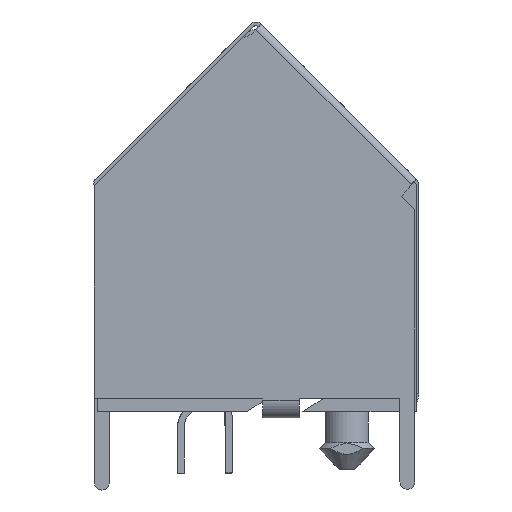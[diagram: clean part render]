
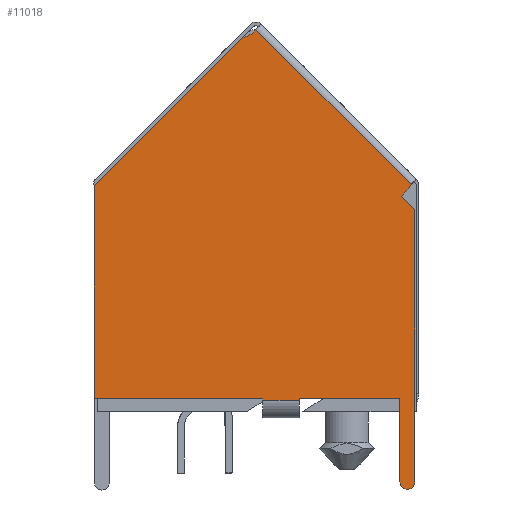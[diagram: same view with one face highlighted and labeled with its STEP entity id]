
A CAD part, front view. The second image highlights one B-rep face of the part: STEP entity #11018.
In plain terms, the highlighted face is planar.
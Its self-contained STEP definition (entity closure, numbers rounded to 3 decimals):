
#1327=LINE('',#17427,#2718);
#1395=LINE('',#17604,#2786);
#1403=LINE('',#17624,#2794);
#1456=LINE('',#17746,#2847);
#1457=LINE('',#17751,#2848);
#1458=LINE('',#17753,#2849);
#1459=LINE('',#17754,#2850);
#1460=LINE('',#17756,#2851);
#1461=LINE('',#17758,#2852);
#1462=LINE('',#17760,#2853);
#1463=LINE('',#17762,#2854);
#1464=LINE('',#17766,#2855);
#1465=LINE('',#17768,#2856);
#1466=LINE('',#17770,#2857);
#2718=VECTOR('',#14186,1000.);
#2786=VECTOR('',#14326,1000.);
#2794=VECTOR('',#14344,1000.);
#2847=VECTOR('',#14453,1000.);
#2848=VECTOR('',#14460,1000.);
#2849=VECTOR('',#14461,1000.);
#2850=VECTOR('',#14462,1000.);
#2851=VECTOR('',#14463,1000.);
#2852=VECTOR('',#14464,1000.);
#2853=VECTOR('',#14465,1000.);
#2854=VECTOR('',#14466,1000.);
#2855=VECTOR('',#14469,1000.);
#2856=VECTOR('',#14470,1000.);
#2857=VECTOR('',#14471,1000.);
#5671=ORIENTED_EDGE('',*,*,#7461,.T.);
#5672=ORIENTED_EDGE('',*,*,#7529,.T.);
#5673=ORIENTED_EDGE('',*,*,#7451,.T.);
#5674=ORIENTED_EDGE('',*,*,#7528,.T.);
#5675=ORIENTED_EDGE('',*,*,#7530,.T.);
#5676=ORIENTED_EDGE('',*,*,#7531,.F.);
#5677=ORIENTED_EDGE('',*,*,#7532,.F.);
#5678=ORIENTED_EDGE('',*,*,#7363,.F.);
#5679=ORIENTED_EDGE('',*,*,#7533,.T.);
#5680=ORIENTED_EDGE('',*,*,#7534,.T.);
#5681=ORIENTED_EDGE('',*,*,#7535,.F.);
#5682=ORIENTED_EDGE('',*,*,#7536,.F.);
#5683=ORIENTED_EDGE('',*,*,#7537,.F.);
#5684=ORIENTED_EDGE('',*,*,#7538,.F.);
#5685=ORIENTED_EDGE('',*,*,#7539,.F.);
#5686=ORIENTED_EDGE('',*,*,#7540,.F.);
#5687=ORIENTED_EDGE('',*,*,#7541,.F.);
#7363=EDGE_CURVE('',#8518,#8519,#1327,.T.);
#7451=EDGE_CURVE('',#8589,#8592,#1395,.T.);
#7461=EDGE_CURVE('',#8599,#8598,#1403,.T.);
#7528=EDGE_CURVE('',#8592,#8639,#1456,.T.);
#7529=EDGE_CURVE('',#8598,#8589,#8848,.T.);
#7530=EDGE_CURVE('',#8639,#8640,#8849,.F.);
#7531=EDGE_CURVE('',#8641,#8640,#1457,.T.);
#7532=EDGE_CURVE('',#8519,#8641,#1458,.T.);
#7533=EDGE_CURVE('',#8518,#8642,#1459,.T.);
#7534=EDGE_CURVE('',#8642,#8643,#1460,.T.);
#7535=EDGE_CURVE('',#8644,#8643,#1461,.T.);
#7536=EDGE_CURVE('',#8645,#8644,#1462,.T.);
#7537=EDGE_CURVE('',#8646,#8645,#1463,.T.);
#7538=EDGE_CURVE('',#8647,#8646,#8850,.T.);
#7539=EDGE_CURVE('',#8648,#8647,#1464,.T.);
#7540=EDGE_CURVE('',#8649,#8648,#1465,.T.);
#7541=EDGE_CURVE('',#8599,#8649,#1466,.T.);
#8518=VERTEX_POINT('',#17426);
#8519=VERTEX_POINT('',#17428);
#8589=VERTEX_POINT('',#17594);
#8592=VERTEX_POINT('',#17605);
#8598=VERTEX_POINT('',#17623);
#8599=VERTEX_POINT('',#17625);
#8639=VERTEX_POINT('',#17745);
#8640=VERTEX_POINT('',#17750);
#8641=VERTEX_POINT('',#17752);
#8642=VERTEX_POINT('',#17755);
#8643=VERTEX_POINT('',#17757);
#8644=VERTEX_POINT('',#17759);
#8645=VERTEX_POINT('',#17761);
#8646=VERTEX_POINT('',#17763);
#8647=VERTEX_POINT('',#17765);
#8648=VERTEX_POINT('',#17767);
#8649=VERTEX_POINT('',#17769);
#8848=CIRCLE('',#11846,1.);
#8849=CIRCLE('',#11847,1.);
#8850=CIRCLE('',#11848,0.4);
#9385=EDGE_LOOP('',(#5671,#5672,#5673,#5674,#5675,#5676,#5677,#5678,#5679,
#5680,#5681,#5682,#5683,#5684,#5685,#5686,#5687));
#9974=FACE_BOUND('',#9385,.T.);
#10483=PLANE('',#11845);
#11018=ADVANCED_FACE('',(#9974),#10483,.T.);
#11845=AXIS2_PLACEMENT_3D('',#17747,#14454,#14455);
#11846=AXIS2_PLACEMENT_3D('',#17748,#14456,#14457);
#11847=AXIS2_PLACEMENT_3D('',#17749,#14458,#14459);
#11848=AXIS2_PLACEMENT_3D('',#17764,#14467,#14468);
#14186=DIRECTION('',(1.,0.,0.));
#14326=DIRECTION('',(0.707,0.,0.707));
#14344=DIRECTION('',(-0.707,0.,0.707));
#14453=DIRECTION('',(0.707,0.,-0.707));
#14454=DIRECTION('',(0.,1.,0.));
#14455=DIRECTION('',(0.,0.,1.));
#14456=DIRECTION('',(0.,1.,0.));
#14457=DIRECTION('',(0.,0.,1.));
#14458=DIRECTION('',(0.,1.,0.));
#14459=DIRECTION('',(0.,0.,1.));
#14460=DIRECTION('',(-0.707,0.,0.707));
#14461=DIRECTION('',(0.,0.,1.));
#14462=DIRECTION('',(0.,0.,-1.));
#14463=DIRECTION('',(-1.,0.,0.));
#14464=DIRECTION('',(0.,0.,-1.));
#14465=DIRECTION('',(1.,0.,0.));
#14466=DIRECTION('',(0.,0.,1.));
#14467=DIRECTION('',(0.,-1.,0.));
#14468=DIRECTION('',(0.707,0.,0.707));
#14469=DIRECTION('',(0.,0.,-1.));
#14470=DIRECTION('',(0.,0.,-1.));
#14471=DIRECTION('',(-0.707,0.,-0.707));
#17426=CARTESIAN_POINT('',(-0.44,15.05,0.));
#17427=CARTESIAN_POINT('',(8.6,15.05,0.));
#17428=CARTESIAN_POINT('',(8.6,15.05,0.));
#17594=CARTESIAN_POINT('',(-8.394,15.05,11.473));
#17604=CARTESIAN_POINT('',(-8.452,15.05,11.415));
#17605=CARTESIAN_POINT('',(-0.07,15.05,19.797));
#17623=CARTESIAN_POINT('',(-8.17,15.05,11.133));
#17624=CARTESIAN_POINT('',(-8.6,15.05,11.563));
#17625=CARTESIAN_POINT('',(-7.887,15.05,10.849));
#17745=CARTESIAN_POINT('',(0.071,15.05,19.656));
#17746=CARTESIAN_POINT('',(-0.218,15.05,19.945));
#17747=CARTESIAN_POINT('',(0.,15.05,0.));
#17748=CARTESIAN_POINT('',(-7.463,15.05,11.84));
#17749=CARTESIAN_POINT('',(0.779,15.05,20.363));
#17750=CARTESIAN_POINT('',(0.637,15.05,19.373));
#17751=CARTESIAN_POINT('',(8.6,15.05,11.41));
#17752=CARTESIAN_POINT('',(8.6,15.05,11.41));
#17753=CARTESIAN_POINT('',(8.6,15.05,0.));
#17754=CARTESIAN_POINT('',(-0.44,15.05,0.));
#17755=CARTESIAN_POINT('',(-0.44,15.05,-0.1));
#17756=CARTESIAN_POINT('',(-0.44,15.05,-0.1));
#17757=CARTESIAN_POINT('',(-2.39,15.05,-0.1));
#17758=CARTESIAN_POINT('',(-2.39,15.05,0.));
#17759=CARTESIAN_POINT('',(-2.39,15.05,0.));
#17760=CARTESIAN_POINT('',(8.6,15.05,0.));
#17761=CARTESIAN_POINT('',(-7.8,15.05,0.));
#17762=CARTESIAN_POINT('',(-7.8,15.05,0.));
#17763=CARTESIAN_POINT('',(-7.8,15.05,-4.49));
#17764=CARTESIAN_POINT('',(-8.2,15.05,-4.49));
#17765=CARTESIAN_POINT('',(-8.6,15.05,-4.49));
#17766=CARTESIAN_POINT('',(-8.6,15.05,0.));
#17767=CARTESIAN_POINT('',(-8.6,15.05,0.));
#17768=CARTESIAN_POINT('',(-8.6,15.05,10.136));
#17769=CARTESIAN_POINT('',(-8.6,15.05,10.136));
#17770=CARTESIAN_POINT('',(0.637,15.05,19.373));
